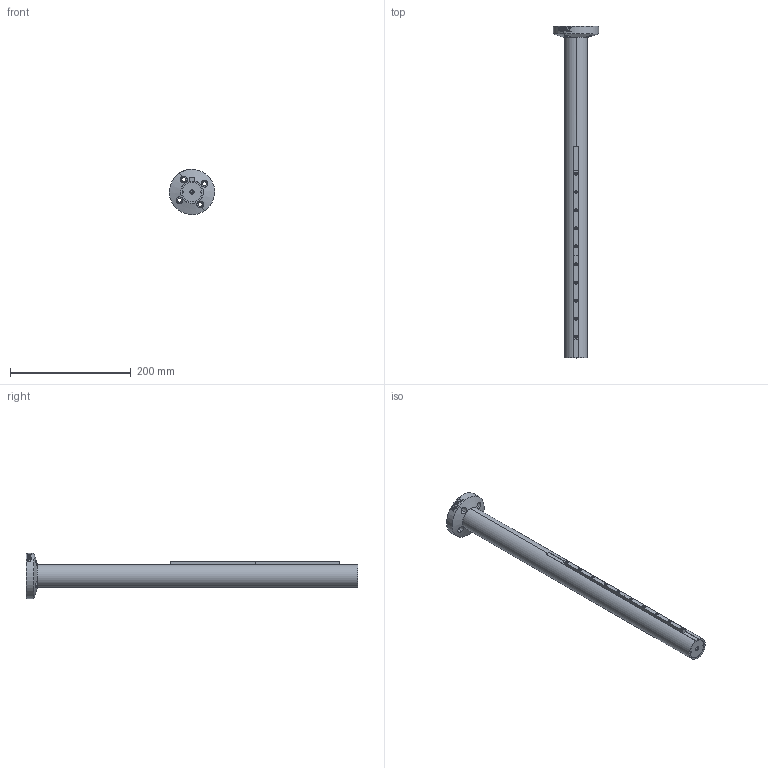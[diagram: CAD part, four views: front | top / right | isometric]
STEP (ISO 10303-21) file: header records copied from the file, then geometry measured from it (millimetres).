
FILE_DESCRIPTION (( 'STEP AP203' ), '1' );
FILE_NAME ('NPHR38R-500.STEP', '2020-06-11T02:41:57', ( '' ), ( '' ), 'SwSTEP 2.0', 'SolidWorks 2016', '' );
FILE_SCHEMA (( 'CONFIG_CONTROL_DESIGN' ));
Length unit declared in the file: millimetre
Products named in the file (1): NPHR38R-500
Bounding box: 74.89 x 550 x 74.89 mm (x, y, z)
Surface area: 83118.5 mm2 (no closed solid volume)
Topology: 0 solids, 27 shells, 126 faces, 680 edges, 575 vertices
Faces by surface type: cylinder 60, plane 58, cone 6, torus 2
Entity records: 7347 total; most frequent: CARTESIAN_POINT 2428, ORIENTED_EDGE 862, DIRECTION 856, EDGE_CURVE 678, VERTEX_POINT 575, AXIS2_PLACEMENT_3D 301, LINE 254, VECTOR 254
